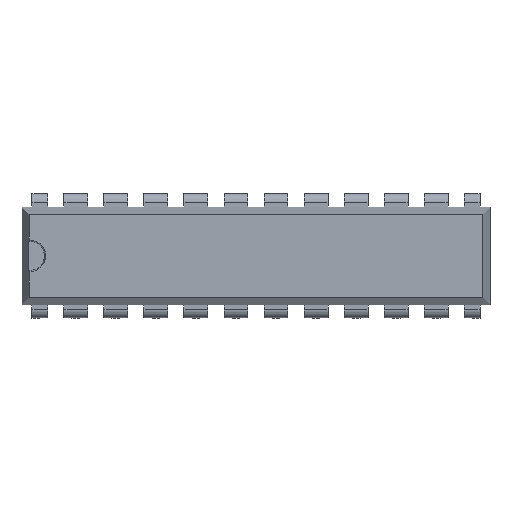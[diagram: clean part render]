
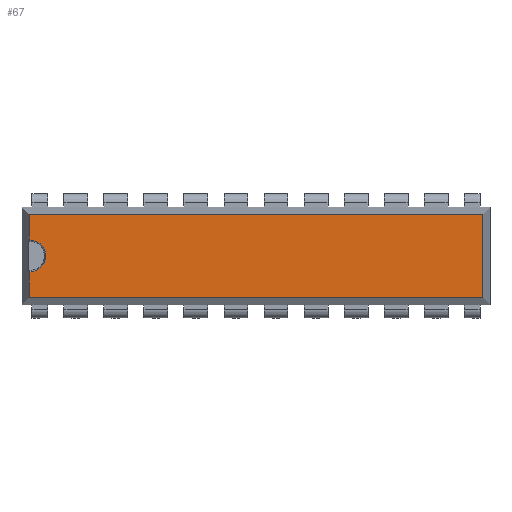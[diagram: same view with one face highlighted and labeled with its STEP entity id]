
A CAD part, top view. The second image highlights one B-rep face of the part: STEP entity #67.
In plain terms, the highlighted planar face has unit normal (0, 0, 1).
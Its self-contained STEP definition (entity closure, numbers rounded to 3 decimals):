
#67=ADVANCED_FACE('',(#3395),#3397,.T.);
#3395=FACE_BOUND('',#3396,.T.);
#3396=EDGE_LOOP('',(#6034,#6035,#6036,#6037,#6038,#6039,#6040,#6041));
#3397=PLANE('',#3398);
#3398=AXIS2_PLACEMENT_3D('',#3399,#3400,#3401);
#3399=CARTESIAN_POINT('',(1.27,0.71,4.36));
#3400=DIRECTION('',(0.,-0.,1.));
#3401=DIRECTION('',(0.,1.,0.));
#6034=ORIENTED_EDGE('',*,*,#8082,.T.);
#6035=ORIENTED_EDGE('',*,*,#8081,.F.);
#6036=ORIENTED_EDGE('',*,*,#8083,.F.);
#6037=ORIENTED_EDGE('',*,*,#8084,.T.);
#6038=ORIENTED_EDGE('',*,*,#8085,.T.);
#6039=ORIENTED_EDGE('',*,*,#8077,.F.);
#6040=ORIENTED_EDGE('',*,*,#8086,.T.);
#6041=ORIENTED_EDGE('',*,*,#8087,.T.);
#8077=EDGE_CURVE('',#9103,#9105,#9106,.T.);
#8081=EDGE_CURVE('',#9111,#9098,#9113,.T.);
#8082=EDGE_CURVE('',#9114,#9098,#9115,.F.);
#8083=EDGE_CURVE('',#9116,#9111,#9117,.T.);
#8084=EDGE_CURVE('',#9116,#9118,#9119,.T.);
#8085=EDGE_CURVE('',#9118,#9105,#9120,.T.);
#8086=EDGE_CURVE('',#9103,#9121,#9122,.F.);
#8087=EDGE_CURVE('',#9121,#9114,#9123,.F.);
#9098=VERTEX_POINT('',#10802);
#9103=VERTEX_POINT('',#10811);
#9105=VERTEX_POINT('',#10815);
#9106=LINE('',#10816,#10817);
#9111=VERTEX_POINT('',#10827);
#9113=LINE('',#10831,#10832);
#9114=VERTEX_POINT('',#10834);
#9115=LINE('',#10835,#10836);
#9116=VERTEX_POINT('',#10838);
#9117=LINE('',#10839,#10840);
#9118=VERTEX_POINT('',#10842);
#9119=LINE('',#10843,#10844);
#9120=LINE('',#10846,#10847);
#9121=VERTEX_POINT('',#10849);
#9122=LINE('',#10850,#10851);
#9123=CIRCLE('',#10853,1.);
#10802=CARTESIAN_POINT('',(-0.43,2.81,4.36));
#10811=CARTESIAN_POINT('',(-0.43,4.81,4.36));
#10815=CARTESIAN_POINT('',(-0.43,6.46,4.36));
#10816=CARTESIAN_POINT('',(-0.43,4.81,4.36));
#10817=VECTOR('',#10818,1.);
#10818=DIRECTION('',(0.,1.,0.));
#10827=CARTESIAN_POINT('',(-0.43,1.16,4.36));
#10831=CARTESIAN_POINT('',(-0.43,1.16,4.36));
#10832=VECTOR('',#10833,1.);
#10833=DIRECTION('',(0.,1.,0.));
#10834=CARTESIAN_POINT('',(-0.38,2.81,4.36));
#10835=CARTESIAN_POINT('',(-0.43,2.81,4.36));
#10836=VECTOR('',#10837,1.);
#10837=DIRECTION('',(1.,0.,0.));
#10838=CARTESIAN_POINT('',(28.37,1.16,4.36));
#10839=CARTESIAN_POINT('',(28.37,1.16,4.36));
#10840=VECTOR('',#10841,1.);
#10841=DIRECTION('',(-1.,0.,0.));
#10842=CARTESIAN_POINT('',(28.37,6.46,4.36));
#10843=CARTESIAN_POINT('',(28.37,1.16,4.36));
#10844=VECTOR('',#10845,1.);
#10845=DIRECTION('',(0.,1.,0.));
#10846=CARTESIAN_POINT('',(28.37,6.46,4.36));
#10847=VECTOR('',#10848,1.);
#10848=DIRECTION('',(-1.,0.,0.));
#10849=CARTESIAN_POINT('',(-0.38,4.81,4.36));
#10850=CARTESIAN_POINT('',(-0.38,4.81,4.36));
#10851=VECTOR('',#10852,1.);
#10852=DIRECTION('',(-1.,0.,0.));
#10853=AXIS2_PLACEMENT_3D('',#10854,#10855,#10856);
#10854=CARTESIAN_POINT('',(-0.38,3.81,4.36));
#10855=DIRECTION('',(0.,0.,1.));
#10856=DIRECTION('',(0.,-1.,0.));
